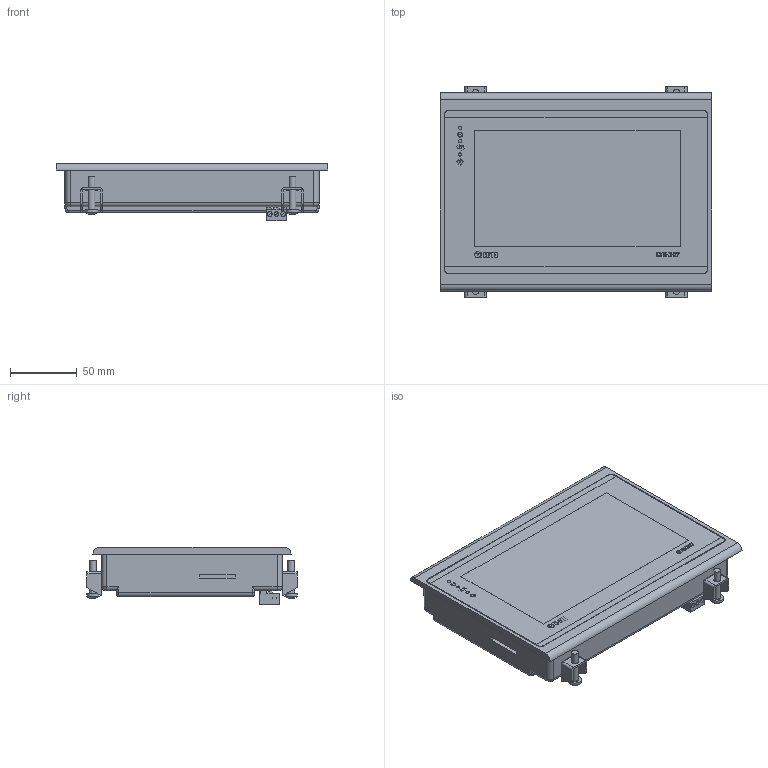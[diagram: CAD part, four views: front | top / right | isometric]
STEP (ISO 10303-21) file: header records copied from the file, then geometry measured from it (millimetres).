
FILE_DESCRIPTION (( 'STEP AP214' ), '1' );
FILE_NAME ('3D ìîäåëü ÑÏÊ107[M01].STEP', '2019-02-15T08:31:41', ( '' ), ( '' ), 'SwSTEP 2.0', 'SolidWorks 2015', '' );
FILE_SCHEMA (( 'AUTOMOTIVE_DESIGN' ));
Length unit declared in the file: millimetre
Products named in the file (12): USB 2; 幄樏歑 9pin; Çàæèì ìåòàë; 3D ìîäåëü ÑÏÊ107[M01]; ISO 7045 - M3 x 8 - Z --- 8N_ISO 7045 - M3 x 8 - Z --- 8N; USB ðîçåòêà; Êëåììíèê 3çåë-îòâ; ISO 7045 - M5 x 25 - Z --- 25N_ISO 7045 - M5 x 25 - Z --- 25N; ÑÏÊ107_Êîðïóñ; 冓踖樦 2EDGR-5.08-3p; SPK107_011F01M; Ethernet
Assembly tree (21 placements, depth 2):
  3D ìîäåëü ÑÏÊ107[M01]
    ÑÏÊ107_Êîðïóñ
    SPK107_011F01M
    USB ðîçåòêà
    冓踖樦 2EDGR-5.08-3p
    USB 2
    幄樏歑 9pin  x2
    ISO 7045 - M3 x 8 - Z --- 8N_ISO 7045 - M3 x 8 - Z --- 8N  x4
    Çàæèì ìåòàë  x4
    ISO 7045 - M5 x 25 - Z --- 25N_ISO 7045 - M5 x 25 - Z --- 25N  x4
    Ethernet
    Êëåììíèê 3çåë-îòâ
Bounding box: 204 x 158.5 x 43.05 mm (x, y, z)
Volume: 936630.9 mm3; surface area: 159659.7 mm2
Topology: 59 solids, 59 shells, 5099 faces, 15155 edges, 10314 vertices
Faces by surface type: plane 4774, cylinder 196, cone 61, bspline 36, torus 24, sphere 8
Full cylindrical faces by diameter (mm): 1 x3, 1.1 x18, 2.5 x6, 2.8 x3, 3 x8, 3.5 x3, 3.6 x3, 4 x4, 5 x8, 5.6 x4, 6.2 x4, 9.5 x4
Entity records: 203910 total; most frequent: CARTESIAN_POINT 29488, ORIENTED_EDGE 28522, DIRECTION 23886, EDGE_CURVE 14261, LINE 13814, VECTOR 13814, VERTEX_POINT 9800, AXIS2_PLACEMENT_3D 5036
